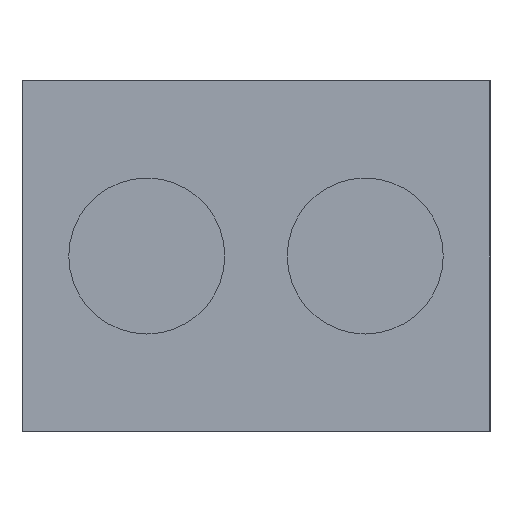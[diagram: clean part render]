
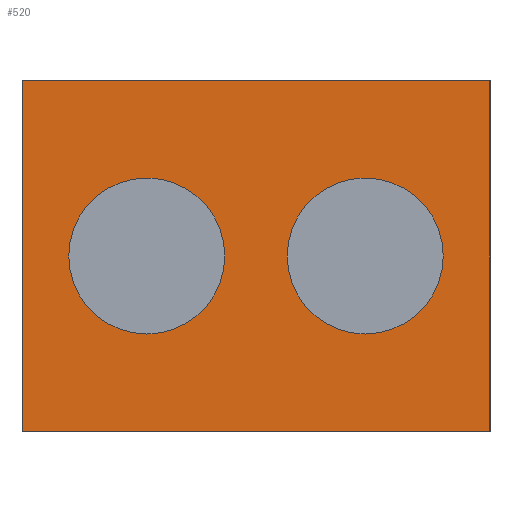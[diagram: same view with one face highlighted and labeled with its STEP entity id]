
A CAD part, left-side view. The second image highlights one B-rep face of the part: STEP entity #520.
In plain terms, the highlighted planar face has unit normal (-1, 0, 0).
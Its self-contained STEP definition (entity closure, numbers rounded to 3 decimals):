
#98 = VERTEX_POINT('',#99);
#99 = CARTESIAN_POINT('',(-23.,-12.,9.));
#105 = EDGE_CURVE('',#106,#98,#108,.T.);
#106 = VERTEX_POINT('',#107);
#107 = CARTESIAN_POINT('',(-23.,0.,9.));
#108 = LINE('',#109,#110);
#109 = CARTESIAN_POINT('',(-23.,0.,9.));
#110 = VECTOR('',#111,1.);
#111 = DIRECTION('',(0.,-1.,0.));
#129 = EDGE_CURVE('',#106,#130,#132,.T.);
#130 = VERTEX_POINT('',#131);
#131 = CARTESIAN_POINT('',(-23.,0.,-0.));
#132 = LINE('',#133,#134);
#133 = CARTESIAN_POINT('',(-23.,0.,9.));
#134 = VECTOR('',#135,1.);
#135 = DIRECTION('',(0.,0.,-1.));
#319 = EDGE_CURVE('',#98,#320,#322,.T.);
#320 = VERTEX_POINT('',#321);
#321 = CARTESIAN_POINT('',(-23.,-12.,0.));
#322 = LINE('',#323,#324);
#323 = CARTESIAN_POINT('',(-23.,-12.,9.));
#324 = VECTOR('',#325,1.);
#325 = DIRECTION('',(0.,0.,-1.));
#520 = ADVANCED_FACE('',(#521,#532,#543),#554,.F.);
#521 = FACE_BOUND('',#522,.F.);
#522 = EDGE_LOOP('',(#523,#524,#525,#531));
#523 = ORIENTED_EDGE('',*,*,#105,.T.);
#524 = ORIENTED_EDGE('',*,*,#319,.T.);
#525 = ORIENTED_EDGE('',*,*,#526,.F.);
#526 = EDGE_CURVE('',#130,#320,#527,.T.);
#527 = LINE('',#528,#529);
#528 = CARTESIAN_POINT('',(-23.,0.,0.));
#529 = VECTOR('',#530,1.);
#530 = DIRECTION('',(0.,-1.,0.));
#531 = ORIENTED_EDGE('',*,*,#129,.F.);
#532 = FACE_BOUND('',#533,.F.);
#533 = EDGE_LOOP('',(#534));
#534 = ORIENTED_EDGE('',*,*,#535,.T.);
#535 = EDGE_CURVE('',#536,#536,#538,.T.);
#536 = VERTEX_POINT('',#537);
#537 = CARTESIAN_POINT('',(-23.,-8.8,2.5));
#538 = CIRCLE('',#539,2.);
#539 = AXIS2_PLACEMENT_3D('',#540,#541,#542);
#540 = CARTESIAN_POINT('',(-23.,-8.8,4.5));
#541 = DIRECTION('',(-1.,0.,0.));
#542 = DIRECTION('',(0.,0.,-1.));
#543 = FACE_BOUND('',#544,.F.);
#544 = EDGE_LOOP('',(#545));
#545 = ORIENTED_EDGE('',*,*,#546,.T.);
#546 = EDGE_CURVE('',#547,#547,#549,.T.);
#547 = VERTEX_POINT('',#548);
#548 = CARTESIAN_POINT('',(-23.,-3.2,2.5));
#549 = CIRCLE('',#550,2.);
#550 = AXIS2_PLACEMENT_3D('',#551,#552,#553);
#551 = CARTESIAN_POINT('',(-23.,-3.2,4.5));
#552 = DIRECTION('',(-1.,0.,0.));
#553 = DIRECTION('',(0.,0.,-1.));
#554 = PLANE('',#555);
#555 = AXIS2_PLACEMENT_3D('',#556,#557,#558);
#556 = CARTESIAN_POINT('',(-23.,0.,9.));
#557 = DIRECTION('',(1.,0.,0.));
#558 = DIRECTION('',(0.,0.,-1.));
